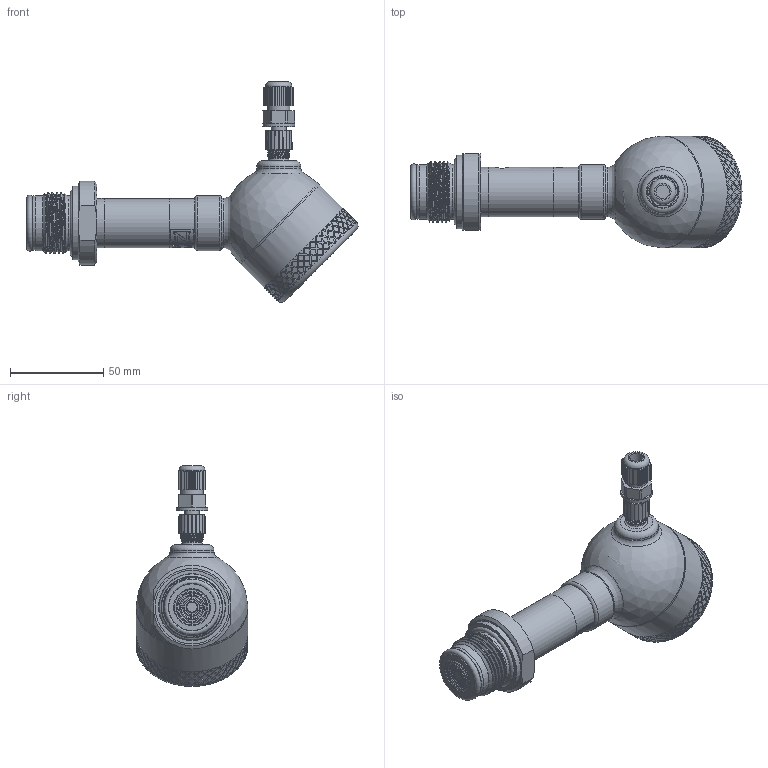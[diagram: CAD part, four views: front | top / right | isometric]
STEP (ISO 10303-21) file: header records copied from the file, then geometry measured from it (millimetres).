
FILE_DESCRIPTION(/* description */ (''),/* implementation_level */ '2;1');
FILE_NAME(/* name */ 'APZ3420sFH_G1-solidflush_6.step',/* time_stamp */ '2021-07-08T16:48:11+03:00',/* author */ (''),/* organization */ (''),/* preprocessor_version */ 'ST-DEVELOPER v18.1',/* originating_system */ 'Autodesk Translation Framework v10.9.0.1377',/* authorisation */ '');
FILE_SCHEMA (('AUTOMOTIVE_DESIGN { 1 0 10303 214 3 1 1 }'));
Length unit declared in the file: millimetre
Products named in the file (9): АПЗ 3420s заполненный 
+ полевой корпус; shell; solidflush G1 (2); Заполненный полевой 
корпус v13; Cover for display; Display; Main body; M12x1 adapter; M12x1 female straight v9
Assembly tree (8 placements, depth 3):
  АПЗ 3420s заполненный 
+ полевой корпус
    shell
    solidflush G1 (2)
    Заполненный полевой 
корпус v13
      Cover for display
      Display
      Main body
      M12x1 adapter
      M12x1 female straight v9
Bounding box: 178.38 x 60.1 x 118.64 mm (x, y, z)
Volume: 263818.1 mm3; surface area: 58622 mm2
Topology: 18 solids, 18 shells, 1778 faces, 4450 edges, 2925 vertices
Faces by surface type: bspline 984, plane 388, cylinder 332, cone 37, torus 36, sphere 1
Full cylindrical faces by diameter (mm): 1 x4, 2 x2, 5 x4, 7.3 x1, 8 x3, 9.3 x1, 10.293 x1, 10.5 x2, 10.741 x7, 11.884 x6, 12 x1, 14 x1, 17 x1, 19.7 x1, 21.6 x1, 21.767 x1, 22.4 x1, 22.5 x1, 23.6 x1, 24.5 x4, 25.437 x1, 26.5 x3, 29.5 x2, 29.6 x1, 30.291 x4, 35.6 x1, 39.6 x1, 41 x3, 46 x2, 52.5 x1
Entity records: 72845 total; most frequent: CARTESIAN_POINT 37711, ORIENTED_EDGE 8898, EDGE_CURVE 4449, DIRECTION 3974, VERTEX_POINT 2925, B_SPLINE_CURVE_WITH_KNOTS 2696, EDGE_LOOP 2034, FACE_OUTER_BOUND 1778
